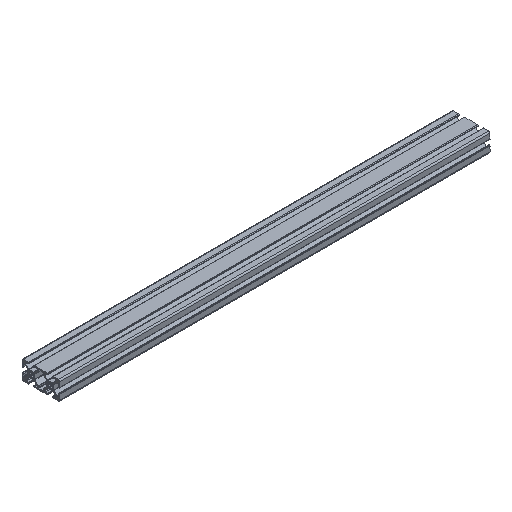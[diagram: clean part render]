
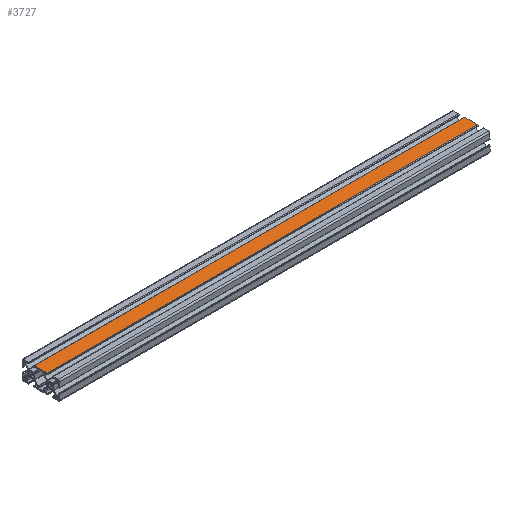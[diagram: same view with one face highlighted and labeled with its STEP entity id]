
A CAD part, isometric view. The second image highlights one B-rep face of the part: STEP entity #3727.
In plain terms, the highlighted face is planar.
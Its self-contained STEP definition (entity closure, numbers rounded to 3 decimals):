
#36=PLANE('',#3952);
#134=FACE_OUTER_BOUND('',#320,.T.);
#320=EDGE_LOOP('',(#2408,#2409,#2410,#2411));
#537=LINE('',#5572,#889);
#538=LINE('',#5575,#890);
#539=LINE('',#5577,#891);
#540=LINE('',#5578,#892);
#889=VECTOR('',#4440,1000.);
#890=VECTOR('',#4443,1000.);
#891=VECTOR('',#4444,1000.);
#892=VECTOR('',#4445,1000.);
#1442=VERTEX_POINT('',#5568);
#1443=VERTEX_POINT('',#5570);
#1444=VERTEX_POINT('',#5574);
#1445=VERTEX_POINT('',#5576);
#1833=EDGE_CURVE('',#1443,#1442,#537,.T.);
#1834=EDGE_CURVE('',#1442,#1444,#538,.T.);
#1835=EDGE_CURVE('',#1443,#1445,#539,.T.);
#1836=EDGE_CURVE('',#1445,#1444,#540,.T.);
#2408=ORIENTED_EDGE('',*,*,#1834,.F.);
#2409=ORIENTED_EDGE('',*,*,#1833,.F.);
#2410=ORIENTED_EDGE('',*,*,#1835,.T.);
#2411=ORIENTED_EDGE('',*,*,#1836,.T.);
#3727=ADVANCED_FACE('',(#134),#36,.T.);
#3952=AXIS2_PLACEMENT_3D('',#5573,#4441,#4442);
#4440=DIRECTION('',(0.,0.,1.));
#4441=DIRECTION('center_axis',(-1.,0.,0.));
#4442=DIRECTION('ref_axis',(0.,0.,1.));
#4443=DIRECTION('',(0.,-1.,0.));
#4444=DIRECTION('',(0.,-1.,0.));
#4445=DIRECTION('',(0.,0.,1.));
#5568=CARTESIAN_POINT('',(-10.,16.862,0.));
#5570=CARTESIAN_POINT('',(-10.,16.862,-457.));
#5572=CARTESIAN_POINT('',(-10.,16.862,-457.));
#5573=CARTESIAN_POINT('Origin',(-10.,16.862,-457.));
#5574=CARTESIAN_POINT('',(-10.,3.138,0.));
#5575=CARTESIAN_POINT('',(-10.,16.862,0.));
#5576=CARTESIAN_POINT('',(-10.,3.138,-457.));
#5577=CARTESIAN_POINT('',(-10.,16.862,-457.));
#5578=CARTESIAN_POINT('',(-10.,3.138,-457.));
